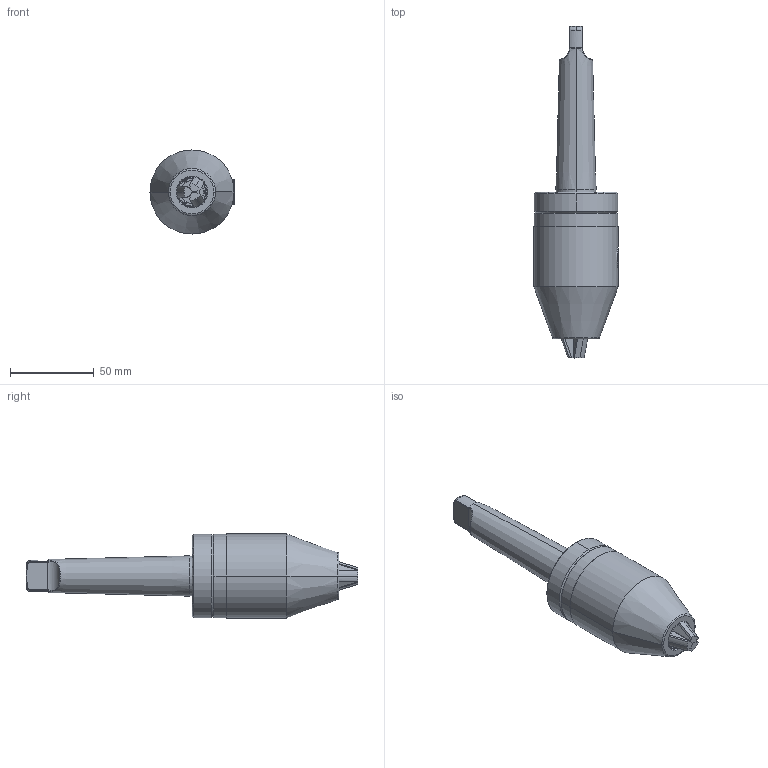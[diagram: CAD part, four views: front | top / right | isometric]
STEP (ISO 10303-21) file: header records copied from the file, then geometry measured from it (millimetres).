
FILE_DESCRIPTION (( 'STEP AP203' ), '1' );
FILE_NAME ('107.15.413-MT22008A.STEP', '2017-04-10T11:15:49', ( '' ), ( '' ), 'SwSTEP 2.0', 'SolidWorks 2013', '' );
FILE_SCHEMA (( 'CONFIG_CONTROL_DESIGN' ));
Length unit declared in the file: millimetre
Products named in the file (13): 1331402-06F; 1331402-08B; 1332401-103A; MT22005-01B; SB01-8001; 1331503-01F; KR02-9096; 1331502-0200E; 1331503C--; 1331503-03B; 107.15.413-MT22008A; 1331402-04D; 1331402-05B
Assembly tree (13 placements, depth 3):
  KR02-9096
  107.15.413-MT22008A
    MT22005-01B
    1331503C--
      1331503-01F
      1331502-0200E
      1331503-03B
      1331402-04D
      1331402-05B
      1331402-06F
      1331402-08B
      1332401-103A  x3
      SB01-8001
Bounding box: 50.1 x 197.84 x 50.1 mm (x, y, z)
Volume: 158717.5 mm3; surface area: 65845 mm2
Topology: 12 solids, 12 shells, 907 faces, 2431 edges, 1547 vertices
Faces by surface type: cylinder 343, plane 251, cone 224, torus 63, bspline 26
Entity records: 34665 total; most frequent: CARTESIAN_POINT 13377, ORIENTED_EDGE 4594, DIRECTION 3717, EDGE_CURVE 2297, AXIS2_PLACEMENT_3D 1507, VERTEX_POINT 1473, EDGE_LOOP 912, ADVANCED_FACE 861
